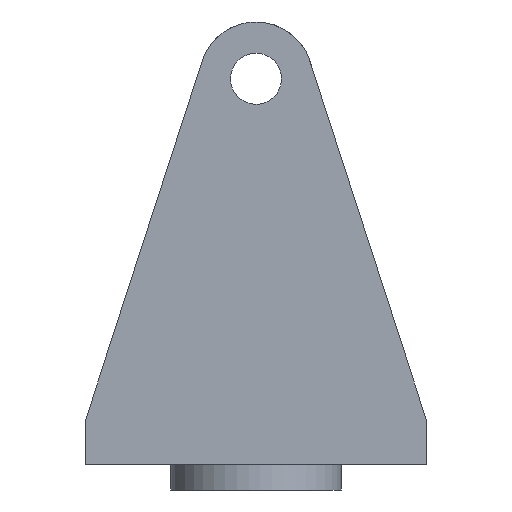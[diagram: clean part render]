
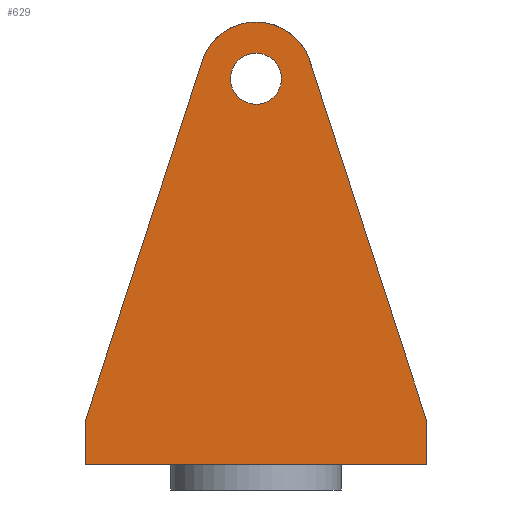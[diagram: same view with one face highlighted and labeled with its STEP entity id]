
A CAD part, front view. The second image highlights one B-rep face of the part: STEP entity #629.
In plain terms, the highlighted free-form (B-spline) face has degree [1, 1] with [2, 2] control points.
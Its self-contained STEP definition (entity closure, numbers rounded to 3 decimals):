
#336 = VERTEX_POINT('',#337);
#337 = CARTESIAN_POINT('',(0.,0.,135.194));
#342 = EDGE_CURVE('',#336,#343,#345,.T.);
#343 = VERTEX_POINT('',#344);
#344 = CARTESIAN_POINT('',(0.,0.,157.117));
#345 = ( BOUNDED_CURVE() B_SPLINE_CURVE(2,(#346,#347,#348,#349,#350),
.UNSPECIFIED.,.F.,.F.) B_SPLINE_CURVE_WITH_KNOTS((3,2,3),(3.142,
4.712,6.283),.PIECEWISE_BEZIER_KNOTS.) CURVE() 
GEOMETRIC_REPRESENTATION_ITEM() RATIONAL_B_SPLINE_CURVE((1.,
0.707,1.,0.707,1.)) REPRESENTATION_ITEM('') );
#346 = CARTESIAN_POINT('',(0.,0.,135.194));
#347 = CARTESIAN_POINT('',(-10.962,0.,135.194));
#348 = CARTESIAN_POINT('',(-10.962,0.,146.156));
#349 = CARTESIAN_POINT('',(-10.962,0.,157.117));
#350 = CARTESIAN_POINT('',(0.,0.,157.117));
#394 = VERTEX_POINT('',#395);
#395 = CARTESIAN_POINT('',(0.,0.,170.515));
#400 = EDGE_CURVE('',#394,#401,#403,.T.);
#401 = VERTEX_POINT('',#402);
#402 = CARTESIAN_POINT('',(23.168,0.,153.68));
#403 = ( BOUNDED_CURVE() B_SPLINE_CURVE(2,(#404,#405,#406),
.UNSPECIFIED.,.F.,.F.) B_SPLINE_CURVE_WITH_KNOTS((3,3),(0.,
1.257),.PIECEWISE_BEZIER_KNOTS.) CURVE() 
GEOMETRIC_REPRESENTATION_ITEM() RATIONAL_B_SPLINE_CURVE((1.,
0.809,1.)) REPRESENTATION_ITEM('') );
#404 = CARTESIAN_POINT('',(0.,0.,170.515));
#405 = CARTESIAN_POINT('',(17.701,0.,170.515));
#406 = CARTESIAN_POINT('',(23.168,0.,153.68));
#519 = EDGE_CURVE('',#520,#522,#524,.T.);
#520 = VERTEX_POINT('',#521);
#521 = CARTESIAN_POINT('',(-73.078,0.,0.));
#522 = VERTEX_POINT('',#523);
#523 = CARTESIAN_POINT('',(-23.168,0.,153.68));
#524 = B_SPLINE_CURVE_WITH_KNOTS('',1,(#525,#526),.UNSPECIFIED.,.F.,.F.,
  (2,2),(-18.533,114.132),.PIECEWISE_BEZIER_KNOTS.);
#525 = CARTESIAN_POINT('',(-73.078,0.,0.));
#526 = CARTESIAN_POINT('',(-23.168,0.,153.68));
#559 = EDGE_CURVE('',#522,#394,#560,.T.);
#560 = ( BOUNDED_CURVE() B_SPLINE_CURVE(2,(#561,#562,#563),
.UNSPECIFIED.,.F.,.F.) B_SPLINE_CURVE_WITH_KNOTS((3,3),(5.026,
6.283),.PIECEWISE_BEZIER_KNOTS.) CURVE() 
GEOMETRIC_REPRESENTATION_ITEM() RATIONAL_B_SPLINE_CURVE((1.,
0.809,1.)) REPRESENTATION_ITEM('') );
#561 = CARTESIAN_POINT('',(-23.168,0.,153.68));
#562 = CARTESIAN_POINT('',(-17.701,0.,170.515));
#563 = CARTESIAN_POINT('',(0.,0.,170.515));
#579 = EDGE_CURVE('',#580,#401,#582,.T.);
#580 = VERTEX_POINT('',#581);
#581 = CARTESIAN_POINT('',(73.078,0.,0.));
#582 = B_SPLINE_CURVE_WITH_KNOTS('',1,(#583,#584),.UNSPECIFIED.,.F.,.F.,
  (2,2),(-18.533,114.132),.PIECEWISE_BEZIER_KNOTS.);
#583 = CARTESIAN_POINT('',(73.078,0.,0.));
#584 = CARTESIAN_POINT('',(23.168,0.,153.68));
#601 = EDGE_CURVE('',#343,#336,#602,.T.);
#602 = ( BOUNDED_CURVE() B_SPLINE_CURVE(2,(#603,#604,#605,#606,#607),
.UNSPECIFIED.,.F.,.F.) B_SPLINE_CURVE_WITH_KNOTS((3,2,3),(0.,
1.571,3.142),.PIECEWISE_BEZIER_KNOTS.) CURVE() 
GEOMETRIC_REPRESENTATION_ITEM() RATIONAL_B_SPLINE_CURVE((1.,
0.707,1.,0.707,1.)) REPRESENTATION_ITEM('') );
#603 = CARTESIAN_POINT('',(0.,0.,157.117));
#604 = CARTESIAN_POINT('',(10.962,0.,157.117));
#605 = CARTESIAN_POINT('',(10.962,0.,146.156));
#606 = CARTESIAN_POINT('',(10.962,0.,135.194));
#607 = CARTESIAN_POINT('',(0.,0.,135.194));
#629 = ADVANCED_FACE('',(#630,#655),#659,.F.);
#630 = FACE_BOUND('',#631,.T.);
#631 = EDGE_LOOP('',(#632,#633,#634,#641,#648,#653,#654));
#632 = ORIENTED_EDGE('',*,*,#559,.F.);
#633 = ORIENTED_EDGE('',*,*,#519,.F.);
#634 = ORIENTED_EDGE('',*,*,#635,.F.);
#635 = EDGE_CURVE('',#636,#520,#638,.T.);
#636 = VERTEX_POINT('',#637);
#637 = CARTESIAN_POINT('',(-73.078,0.,-19.487));
#638 = B_SPLINE_CURVE_WITH_KNOTS('',1,(#639,#640),.UNSPECIFIED.,.F.,.F.,
  (2,2),(121.062,137.062),.PIECEWISE_BEZIER_KNOTS.);
#639 = CARTESIAN_POINT('',(-73.078,0.,-19.487));
#640 = CARTESIAN_POINT('',(-73.078,0.,0.));
#641 = ORIENTED_EDGE('',*,*,#642,.F.);
#642 = EDGE_CURVE('',#643,#636,#645,.T.);
#643 = VERTEX_POINT('',#644);
#644 = CARTESIAN_POINT('',(73.078,0.,-19.487));
#645 = B_SPLINE_CURVE_WITH_KNOTS('',1,(#646,#647),.UNSPECIFIED.,.F.,.F.,
  (2,2),(0.,120.),.PIECEWISE_BEZIER_KNOTS.);
#646 = CARTESIAN_POINT('',(73.078,0.,-19.487));
#647 = CARTESIAN_POINT('',(-73.078,0.,-19.487));
#648 = ORIENTED_EDGE('',*,*,#649,.T.);
#649 = EDGE_CURVE('',#643,#580,#650,.T.);
#650 = B_SPLINE_CURVE_WITH_KNOTS('',1,(#651,#652),.UNSPECIFIED.,.F.,.F.,
  (2,2),(121.062,137.062),.PIECEWISE_BEZIER_KNOTS.);
#651 = CARTESIAN_POINT('',(73.078,0.,-19.487));
#652 = CARTESIAN_POINT('',(73.078,0.,0.));
#653 = ORIENTED_EDGE('',*,*,#579,.T.);
#654 = ORIENTED_EDGE('',*,*,#400,.F.);
#655 = FACE_BOUND('',#656,.T.);
#656 = EDGE_LOOP('',(#657,#658));
#657 = ORIENTED_EDGE('',*,*,#342,.T.);
#658 = ORIENTED_EDGE('',*,*,#601,.T.);
#659 = B_SPLINE_SURFACE_WITH_KNOTS('',1,1,(
    (#660,#661)
    ,(#662,#663
    )),.UNSPECIFIED.,.F.,.F.,.F.,(2,2),(2,2),(-16.,140.),(-60.,60.),
  .PIECEWISE_BEZIER_KNOTS.);
#660 = CARTESIAN_POINT('',(-73.078,0.,-19.487));
#661 = CARTESIAN_POINT('',(73.078,0.,-19.487));
#662 = CARTESIAN_POINT('',(-73.078,0.,170.515));
#663 = CARTESIAN_POINT('',(73.078,0.,170.515));
